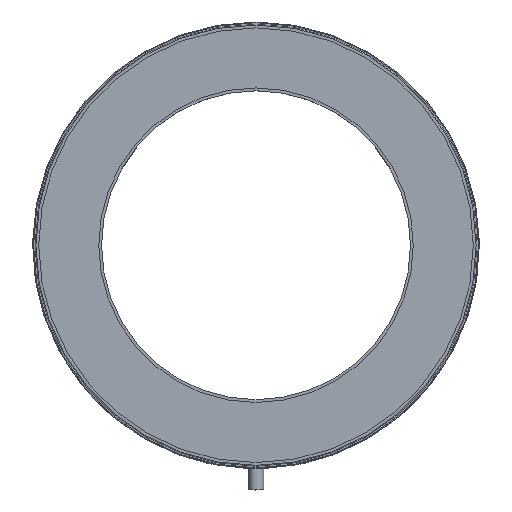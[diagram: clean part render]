
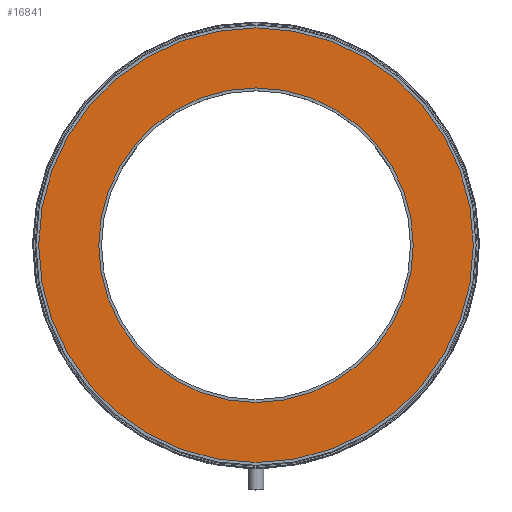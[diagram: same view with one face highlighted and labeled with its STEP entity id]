
A CAD part, top view. The second image highlights one B-rep face of the part: STEP entity #16841.
In plain terms, the highlighted planar face has unit normal (0, 0, 1).
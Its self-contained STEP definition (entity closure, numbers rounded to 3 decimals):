
#4222=FACE_BOUND('',#6168,.T.);
#5102=FACE_OUTER_BOUND('',#6167,.T.);
#6167=EDGE_LOOP('',(#14494));
#6168=EDGE_LOOP('',(#14495));
#6233=CIRCLE('',#16913,36.4);
#6235=CIRCLE('',#16916,50.3);
#6309=VERTEX_POINT('',#20185);
#6311=VERTEX_POINT('',#20190);
#7844=EDGE_CURVE('',#6309,#6309,#6233,.T.);
#7846=EDGE_CURVE('',#6311,#6311,#6235,.T.);
#14494=ORIENTED_EDGE('',*,*,#7846,.T.);
#14495=ORIENTED_EDGE('',*,*,#7844,.T.);
#15041=PLANE('',#17413);
#16841=ADVANCED_FACE('',(#5102,#4222),#15041,.F.);
#16913=AXIS2_PLACEMENT_3D('',#20186,#17527,#17528);
#16916=AXIS2_PLACEMENT_3D('',#20191,#17533,#17534);
#17413=AXIS2_PLACEMENT_3D('',#36745,#19882,#19883);
#17527=DIRECTION('center_axis',(0.,0.,
-1.));
#17528=DIRECTION('ref_axis',(0.,-1.,0.));
#17533=DIRECTION('center_axis',(0.,0.,
1.));
#17534=DIRECTION('ref_axis',(0.,-1.,0.));
#19882=DIRECTION('center_axis',(0.,0.,
-1.));
#19883=DIRECTION('ref_axis',(-0.643,-0.766,0.));
#20185=CARTESIAN_POINT('',(0.,36.4,12.35));
#20186=CARTESIAN_POINT('Origin',(0.,0.,
12.35));
#20190=CARTESIAN_POINT('',(0.,50.3,12.35));
#20191=CARTESIAN_POINT('Origin',(0.,0.,
12.35));
#36745=CARTESIAN_POINT('Origin',(0.,0.,
12.35));
